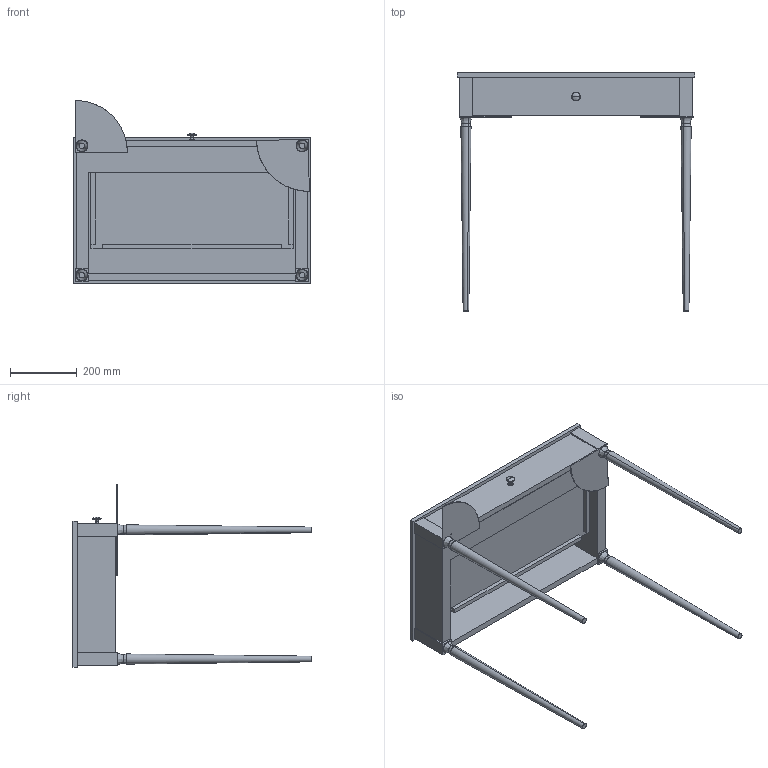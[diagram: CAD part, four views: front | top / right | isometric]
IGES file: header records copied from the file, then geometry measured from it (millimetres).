
Start section: SolidWorks IGES file using analytic representation for surfaces
Global section: file name: Draft_ASM_JL Nightstand_08-NOV-21.IGS; native system: SolidWorks 2021; preprocessor: SolidWorks 2021; author: zrosen; date: 211108.111057; units: millimetre
Bounding box: 711.2 x 714.38 x 548.97 mm (x, y, z)
Surface area: 1729501.4 mm2 (no closed solid volume)
Topology: 0 solids, 0 shells, 162 faces, 1422 edges, 1420 vertices
Faces by surface type: bspline 162
